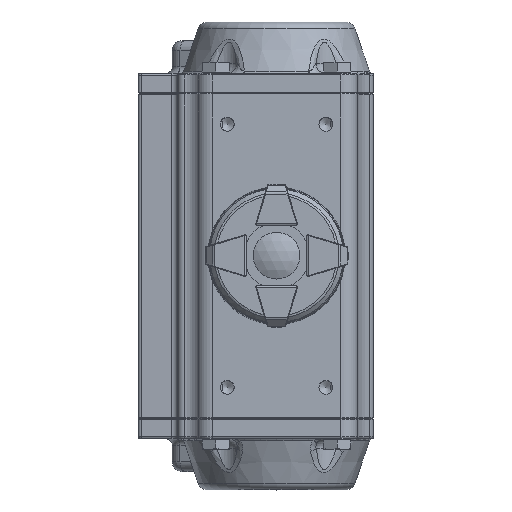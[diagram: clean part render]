
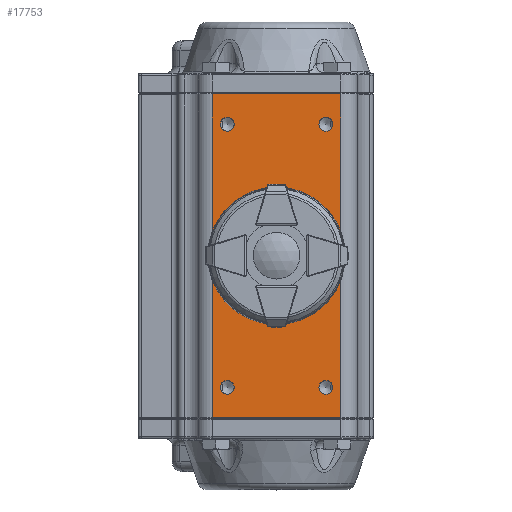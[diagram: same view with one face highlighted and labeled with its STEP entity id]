
A CAD part, top view. The second image highlights one B-rep face of the part: STEP entity #17753.
In plain terms, the highlighted face is planar.
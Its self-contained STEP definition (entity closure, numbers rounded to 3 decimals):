
#1060=CIRCLE('',#18977,11.75);
#1103=CIRCLE('',#19034,2.1);
#1105=CIRCLE('',#19038,2.1);
#1107=CIRCLE('',#19042,2.1);
#1109=CIRCLE('',#19046,2.1);
#3767=ORIENTED_EDGE('',*,*,#7743,.F.);
#3768=ORIENTED_EDGE('',*,*,#7813,.T.);
#3769=ORIENTED_EDGE('',*,*,#7745,.T.);
#3770=ORIENTED_EDGE('',*,*,#7814,.T.);
#3771=ORIENTED_EDGE('',*,*,#7539,.F.);
#3772=ORIENTED_EDGE('',*,*,#7527,.F.);
#3773=ORIENTED_EDGE('',*,*,#7531,.F.);
#3774=ORIENTED_EDGE('',*,*,#7535,.F.);
#3775=ORIENTED_EDGE('',*,*,#7447,.F.);
#7447=EDGE_CURVE('',#9688,#9688,#1060,.T.);
#7527=EDGE_CURVE('',#9767,#9767,#1103,.T.);
#7531=EDGE_CURVE('',#9771,#9771,#1105,.T.);
#7535=EDGE_CURVE('',#9775,#9775,#1107,.T.);
#7539=EDGE_CURVE('',#9779,#9779,#1109,.T.);
#7743=EDGE_CURVE('',#9913,#9914,#11260,.T.);
#7745=EDGE_CURVE('',#9915,#9916,#11261,.T.);
#7813=EDGE_CURVE('',#9913,#9915,#11321,.T.);
#7814=EDGE_CURVE('',#9916,#9914,#11322,.T.);
#9688=VERTEX_POINT('',#26953);
#9767=VERTEX_POINT('',#27347);
#9771=VERTEX_POINT('',#27367);
#9775=VERTEX_POINT('',#27387);
#9779=VERTEX_POINT('',#27407);
#9913=VERTEX_POINT('',#27974);
#9914=VERTEX_POINT('',#27976);
#9915=VERTEX_POINT('',#27980);
#9916=VERTEX_POINT('',#27981);
#11260=LINE('',#27975,#12444);
#11261=LINE('',#27979,#12445);
#11321=LINE('',#28117,#12505);
#11322=LINE('',#28118,#12506);
#12444=VECTOR('',#22221,1000.);
#12445=VECTOR('',#22226,1000.);
#12505=VECTOR('',#22354,1000.);
#12506=VECTOR('',#22355,1000.);
#13604=EDGE_LOOP('',(#3767,#3768,#3769,#3770));
#13605=EDGE_LOOP('',(#3771));
#13606=EDGE_LOOP('',(#3772));
#13607=EDGE_LOOP('',(#3773));
#13608=EDGE_LOOP('',(#3774));
#13609=EDGE_LOOP('',(#3775));
#14853=FACE_BOUND('',#13604,.T.);
#14854=FACE_BOUND('',#13605,.T.);
#14855=FACE_BOUND('',#13606,.T.);
#14856=FACE_BOUND('',#13607,.T.);
#14857=FACE_BOUND('',#13608,.T.);
#14858=FACE_BOUND('',#13609,.T.);
#15816=PLANE('',#19223);
#17753=ADVANCED_FACE('',(#14853,#14854,#14855,#14856,#14857,#14858),#15816,
 .T.);
#18977=AXIS2_PLACEMENT_3D('',#26952,#21683,#21684);
#19034=AXIS2_PLACEMENT_3D('',#27346,#21820,#21821);
#19038=AXIS2_PLACEMENT_3D('',#27366,#21828,#21829);
#19042=AXIS2_PLACEMENT_3D('',#27386,#21836,#21837);
#19046=AXIS2_PLACEMENT_3D('',#27406,#21844,#21845);
#19223=AXIS2_PLACEMENT_3D('',#28116,#22352,#22353);
#21683=DIRECTION('',(0.,1.,0.));
#21684=DIRECTION('',(0.,0.,1.));
#21820=DIRECTION('',(0.,1.,0.));
#21821=DIRECTION('',(0.,0.,1.));
#21828=DIRECTION('',(0.,1.,0.));
#21829=DIRECTION('',(0.,0.,1.));
#21836=DIRECTION('',(0.,1.,0.));
#21837=DIRECTION('',(0.,0.,1.));
#21844=DIRECTION('',(0.,1.,0.));
#21845=DIRECTION('',(0.,0.,1.));
#22221=DIRECTION('',(0.,0.,-1.));
#22226=DIRECTION('',(0.,0.,-1.));
#22352=DIRECTION('',(0.,1.,0.));
#22353=DIRECTION('',(1.,0.,0.));
#22354=DIRECTION('',(1.,0.,0.));
#22355=DIRECTION('',(-1.,0.,0.));
#26952=CARTESIAN_POINT('',(0.,36.5,0.));
#26953=CARTESIAN_POINT('',(0.,36.5,11.75));
#27346=CARTESIAN_POINT('',(15.,36.5,-40.));
#27347=CARTESIAN_POINT('',(15.,36.5,-37.9));
#27366=CARTESIAN_POINT('',(-15.,36.5,40.));
#27367=CARTESIAN_POINT('',(-15.,36.5,42.1));
#27386=CARTESIAN_POINT('',(15.,36.5,40.));
#27387=CARTESIAN_POINT('',(15.,36.5,42.1));
#27406=CARTESIAN_POINT('',(-15.,36.5,-40.));
#27407=CARTESIAN_POINT('',(-15.,36.5,-37.9));
#27974=CARTESIAN_POINT('',(-19.5,36.5,49.2));
#27975=CARTESIAN_POINT('',(-19.5,36.5,49.5));
#27976=CARTESIAN_POINT('',(-19.5,36.5,-49.2));
#27979=CARTESIAN_POINT('',(19.5,36.5,49.5));
#27980=CARTESIAN_POINT('',(19.5,36.5,49.2));
#27981=CARTESIAN_POINT('',(19.5,36.5,-49.2));
#28116=CARTESIAN_POINT('',(-19.5,36.5,49.5));
#28117=CARTESIAN_POINT('',(-19.5,36.5,49.2));
#28118=CARTESIAN_POINT('',(-19.5,36.5,-49.2));
